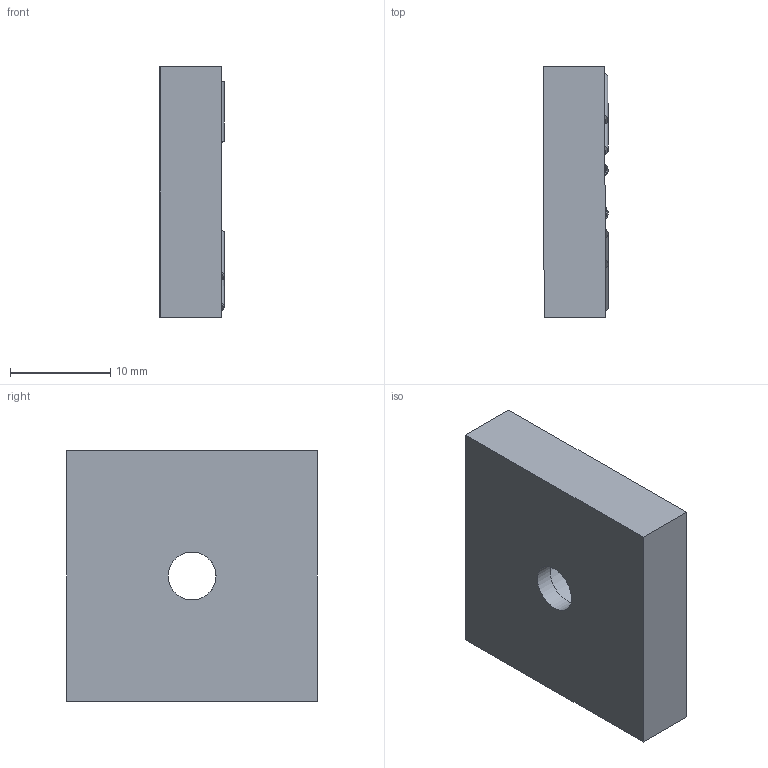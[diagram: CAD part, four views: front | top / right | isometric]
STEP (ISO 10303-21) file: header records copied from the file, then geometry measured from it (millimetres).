
FILE_DESCRIPTION(/* description */ (''),/* implementation_level */ '2;1');
FILE_NAME(/* name */ 'KB25-M Bottom.step',/* time_stamp */ '2024-06-17T21:17:37-04:00',/* author */ (''),/* organization */ (''),/* preprocessor_version */ 'ST-DEVELOPER v20',/* originating_system */ 'Autodesk Translation Framework v12.20.1.177',/* authorisation */ '');
FILE_SCHEMA (('AUTOMOTIVE_DESIGN { 1 0 10303 214 3 1 1 }'));
Length unit declared in the file: millimetre
Products named in the file (1): KB25/M BOTTOM
Bounding box: 6.46 x 25.01 x 24.99 mm (x, y, z)
Volume: 3499.9 mm3; surface area: 2680.6 mm2
Topology: 9 solids, 9 shells, 101 faces, 216 edges, 142 vertices
Faces by surface type: plane 55, cylinder 30, cone 12, torus 4
Full cylindrical faces by diameter (mm): 1.587 x6, 1.6 x1, 3.556 x3, 4.775 x1, 6.325 x2, 6.35 x2, 6.502 x2, 7.95 x1
Entity records: 2915 total; most frequent: DIRECTION 522, CARTESIAN_POINT 460, ORIENTED_EDGE 432, EDGE_CURVE 216, AXIS2_PLACEMENT_3D 204, VERTEX_POINT 142, LINE 114, VECTOR 114
